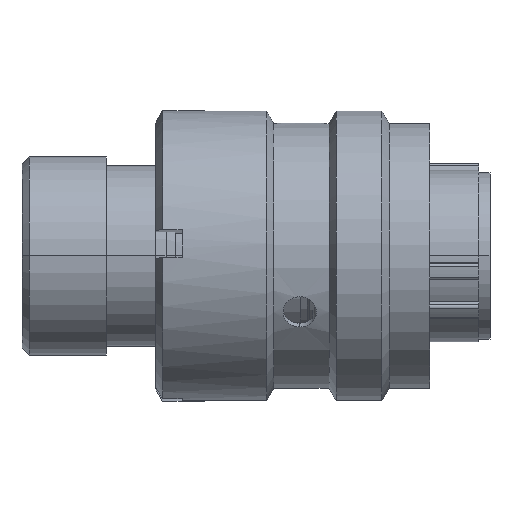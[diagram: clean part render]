
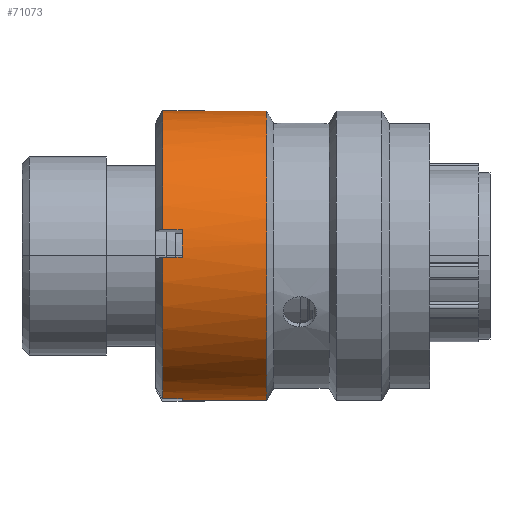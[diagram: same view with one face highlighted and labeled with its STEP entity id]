
A CAD part, top view. The second image highlights one B-rep face of the part: STEP entity #71073.
In plain terms, the highlighted cylindrical face has radius 10.35 mm (diameter 20.7 mm), a partial arc.
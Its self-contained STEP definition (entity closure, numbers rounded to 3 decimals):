
#697 = EDGE_CURVE ( 'NONE', #21804, #54548, #21479, .T. ) ;
#823 = LINE ( 'NONE', #37619, #45367 ) ;
#1349 = CARTESIAN_POINT ( 'NONE',  ( 11.42, 0., 0. ) ) ;
#1693 = DIRECTION ( 'NONE',  ( 1., 0., 0. ) ) ;
#3113 = AXIS2_PLACEMENT_3D ( 'NONE', #25449, #66088, #31291 ) ;
#4056 = DIRECTION ( 'NONE',  ( -1., 0., 0. ) ) ;
#4345 = DIRECTION ( 'NONE',  ( -1., 0., 0. ) ) ;
#4758 = EDGE_CURVE ( 'NONE', #53480, #49039, #823, .T. ) ;
#5733 = CARTESIAN_POINT ( 'NONE',  ( 11.42, 1.87, 10.18 ) ) ;
#7152 = DIRECTION ( 'NONE',  ( 0., 0.085, 0.996 ) ) ;
#7735 = VERTEX_POINT ( 'NONE', #5733 ) ;
#8559 = CARTESIAN_POINT ( 'NONE',  ( 11.42, 0., 0. ) ) ;
#8586 = EDGE_CURVE ( 'NONE', #21196, #30061, #53556, .T. ) ;
#9893 = AXIS2_PLACEMENT_3D ( 'NONE', #67456, #15058, #27045 ) ;
#10856 = EDGE_CURVE ( 'NONE', #58835, #20619, #66693, .T. ) ;
#10894 = CIRCLE ( 'NONE', #3113, 10.35 ) ;
#11609 = CARTESIAN_POINT ( 'NONE',  ( 10.02, -0.123, 10.349 ) ) ;
#12953 = CYLINDRICAL_SURFACE ( 'NONE', #9893, 10.35 ) ;
#13044 = CARTESIAN_POINT ( 'NONE',  ( 17.44, -10.313, 0.878 ) ) ;
#13463 = AXIS2_PLACEMENT_3D ( 'NONE', #55447, #20640, #61265 ) ;
#14103 = AXIS2_PLACEMENT_3D ( 'NONE', #8559, #49285, #14396 ) ;
#14396 = DIRECTION ( 'NONE',  ( 0., 0.085, 0.996 ) ) ;
#15058 = DIRECTION ( 'NONE',  ( 1., 0., 0. ) ) ;
#15551 = EDGE_LOOP ( 'NONE', ( #39877, #22081, #45579, #33990, #56946, #20233, #42943, #20206, #30506, #60360, #15994, #36611 ) ) ;
#15886 = CARTESIAN_POINT ( 'NONE',  ( 17.44, 0., 0. ) ) ;
#15994 = ORIENTED_EDGE ( 'NONE', *, *, #51688, .T. ) ;
#16105 = CARTESIAN_POINT ( 'NONE',  ( 10.02, 1.87, 10.18 ) ) ;
#17754 = CARTESIAN_POINT ( 'NONE',  ( 17.44, 10.313, -0.878 ) ) ;
#19951 = CARTESIAN_POINT ( 'NONE',  ( 10.02, -10.18, 1.87 ) ) ;
#20206 = ORIENTED_EDGE ( 'NONE', *, *, #59787, .F. ) ;
#20233 = ORIENTED_EDGE ( 'NONE', *, *, #10856, .T. ) ;
#20619 = VERTEX_POINT ( 'NONE', #69416 ) ;
#20640 = DIRECTION ( 'NONE',  ( -1., 0., 0. ) ) ;
#20753 = CARTESIAN_POINT ( 'NONE',  ( 11.42, -10.313, 0.878 ) ) ;
#21196 = VERTEX_POINT ( 'NONE', #20753 ) ;
#21282 = EDGE_CURVE ( 'NONE', #49039, #30061, #33702, .T. ) ;
#21479 = LINE ( 'NONE', #33050, #72407 ) ;
#21759 = DIRECTION ( 'NONE',  ( 0., 0.996, -0.085 ) ) ;
#21804 = VERTEX_POINT ( 'NONE', #51709 ) ;
#22081 = ORIENTED_EDGE ( 'NONE', *, *, #8586, .T. ) ;
#22490 = CARTESIAN_POINT ( 'NONE',  ( 10.02, 0., 0. ) ) ;
#22561 = CARTESIAN_POINT ( 'NONE',  ( 11.42, 10.349, 0.123 ) ) ;
#23069 = AXIS2_PLACEMENT_3D ( 'NONE', #22490, #63103, #28350 ) ;
#24803 = CARTESIAN_POINT ( 'NONE',  ( 29.07, -10.313, 0.878 ) ) ;
#25073 = AXIS2_PLACEMENT_3D ( 'NONE', #15886, #56555, #21759 ) ;
#25449 = CARTESIAN_POINT ( 'NONE',  ( 10.02, 0., 0. ) ) ;
#27045 = DIRECTION ( 'NONE',  ( 0., 0.996, -0.085 ) ) ;
#28350 = DIRECTION ( 'NONE',  ( 0., -0.996, 0.085 ) ) ;
#29189 = LINE ( 'NONE', #56914, #60055 ) ;
#30061 = VERTEX_POINT ( 'NONE', #13044 ) ;
#30138 = CARTESIAN_POINT ( 'NONE',  ( 11.42, 10.349, 0.123 ) ) ;
#30506 = ORIENTED_EDGE ( 'NONE', *, *, #74313, .F. ) ;
#31074 = EDGE_CURVE ( 'NONE', #46334, #49577, #57825, .T. ) ;
#31291 = DIRECTION ( 'NONE',  ( 0., -0.996, 0.085 ) ) ;
#33050 = CARTESIAN_POINT ( 'NONE',  ( 11.42, -10.18, 1.87 ) ) ;
#33702 = CIRCLE ( 'NONE', #25073, 10.35 ) ;
#33990 = ORIENTED_EDGE ( 'NONE', *, *, #4758, .F. ) ;
#35848 = VECTOR ( 'NONE', #70826, 1000. ) ;
#36611 = ORIENTED_EDGE ( 'NONE', *, *, #697, .F. ) ;
#37619 = CARTESIAN_POINT ( 'NONE',  ( 29.07, 10.313, -0.878 ) ) ;
#38126 = VECTOR ( 'NONE', #1693, 1000. ) ;
#38165 = CIRCLE ( 'NONE', #13463, 10.35 ) ;
#38440 = AXIS2_PLACEMENT_3D ( 'NONE', #1349, #42040, #7152 ) ;
#39877 = ORIENTED_EDGE ( 'NONE', *, *, #44031, .F. ) ;
#41680 = CARTESIAN_POINT ( 'NONE',  ( 11.42, -0.123, 10.349 ) ) ;
#42040 = DIRECTION ( 'NONE',  ( -1., 0., 0. ) ) ;
#42466 = VECTOR ( 'NONE', #59144, 1000. ) ;
#42943 = ORIENTED_EDGE ( 'NONE', *, *, #54814, .T. ) ;
#44031 = EDGE_CURVE ( 'NONE', #21196, #21804, #38165, .T. ) ;
#45367 = VECTOR ( 'NONE', #49317, 1000. ) ;
#45579 = ORIENTED_EDGE ( 'NONE', *, *, #21282, .F. ) ;
#46186 = CIRCLE ( 'NONE', #23069, 10.35 ) ;
#46334 = VERTEX_POINT ( 'NONE', #67749 ) ;
#48358 = VERTEX_POINT ( 'NONE', #16105 ) ;
#49039 = VERTEX_POINT ( 'NONE', #17754 ) ;
#49285 = DIRECTION ( 'NONE',  ( -1., 0., 0. ) ) ;
#49317 = DIRECTION ( 'NONE',  ( 1., 0., 0. ) ) ;
#49577 = VERTEX_POINT ( 'NONE', #11609 ) ;
#51608 = CIRCLE ( 'NONE', #14103, 10.35 ) ;
#51688 = EDGE_CURVE ( 'NONE', #49577, #54548, #10894, .T. ) ;
#51709 = CARTESIAN_POINT ( 'NONE',  ( 11.42, -10.18, 1.87 ) ) ;
#52756 = CIRCLE ( 'NONE', #38440, 10.35 ) ;
#53480 = VERTEX_POINT ( 'NONE', #73051 ) ;
#53556 = LINE ( 'NONE', #24803, #38126 ) ;
#54548 = VERTEX_POINT ( 'NONE', #19951 ) ;
#54814 = EDGE_CURVE ( 'NONE', #20619, #48358, #46186, .T. ) ;
#55447 = CARTESIAN_POINT ( 'NONE',  ( 11.42, 0., 0. ) ) ;
#56555 = DIRECTION ( 'NONE',  ( 1., 0., 0. ) ) ;
#56914 = CARTESIAN_POINT ( 'NONE',  ( 11.42, 1.87, 10.18 ) ) ;
#56946 = ORIENTED_EDGE ( 'NONE', *, *, #73587, .F. ) ;
#57825 = LINE ( 'NONE', #41680, #42466 ) ;
#58835 = VERTEX_POINT ( 'NONE', #22561 ) ;
#59144 = DIRECTION ( 'NONE',  ( -1., 0., 0. ) ) ;
#59787 = EDGE_CURVE ( 'NONE', #7735, #48358, #29189, .T. ) ;
#60055 = VECTOR ( 'NONE', #4345, 1000. ) ;
#60360 = ORIENTED_EDGE ( 'NONE', *, *, #31074, .T. ) ;
#61265 = DIRECTION ( 'NONE',  ( 0., 0.085, 0.996 ) ) ;
#63103 = DIRECTION ( 'NONE',  ( 1., 0., 0. ) ) ;
#64786 = FACE_OUTER_BOUND ( 'NONE', #15551, .T. ) ;
#66088 = DIRECTION ( 'NONE',  ( 1., 0., 0. ) ) ;
#66693 = LINE ( 'NONE', #30138, #35848 ) ;
#67456 = CARTESIAN_POINT ( 'NONE',  ( 29.07, 0., 0. ) ) ;
#67749 = CARTESIAN_POINT ( 'NONE',  ( 11.42, -0.123, 10.349 ) ) ;
#69416 = CARTESIAN_POINT ( 'NONE',  ( 10.02, 10.349, 0.123 ) ) ;
#70826 = DIRECTION ( 'NONE',  ( -1., 0., 0. ) ) ;
#71073 = ADVANCED_FACE ( 'NONE', ( #64786 ), #12953, .T. ) ;
#72407 = VECTOR ( 'NONE', #4056, 1000. ) ;
#73051 = CARTESIAN_POINT ( 'NONE',  ( 11.42, 10.313, -0.878 ) ) ;
#73587 = EDGE_CURVE ( 'NONE', #58835, #53480, #52756, .T. ) ;
#74313 = EDGE_CURVE ( 'NONE', #46334, #7735, #51608, .T. ) ;
